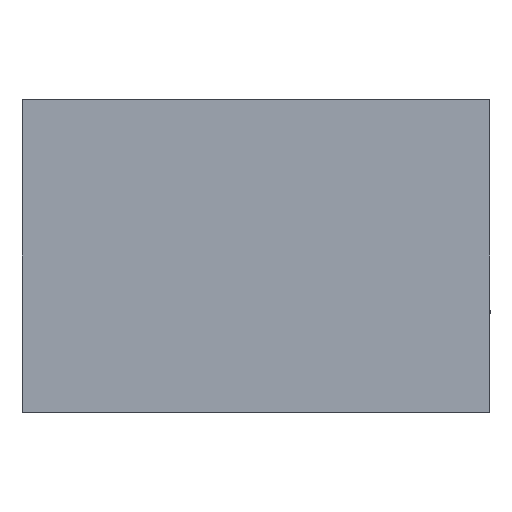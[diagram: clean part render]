
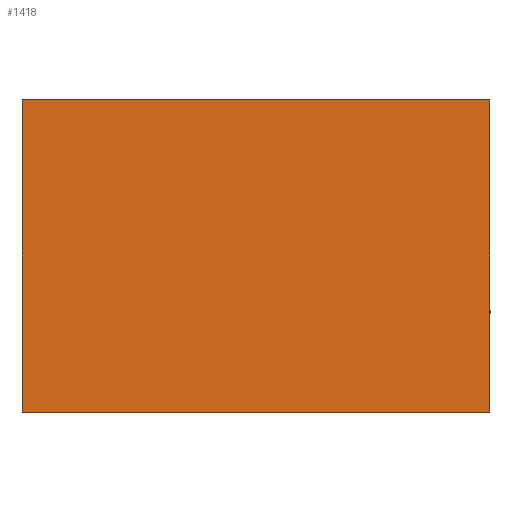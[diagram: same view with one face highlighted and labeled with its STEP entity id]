
A CAD part, front view. The second image highlights one B-rep face of the part: STEP entity #1418.
In plain terms, the highlighted planar face has unit normal (0, -1, 0).
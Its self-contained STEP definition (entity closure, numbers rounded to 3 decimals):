
#25=PLANE('',#1501);
#80=FACE_OUTER_BOUND('',#144,.T.);
#144=EDGE_LOOP('',(#1095,#1096,#1097,#1098));
#383=LINE('',#15059,#445);
#384=LINE('',#15061,#446);
#385=LINE('',#15063,#447);
#386=LINE('',#15064,#448);
#445=VECTOR('',#1684,10.);
#446=VECTOR('',#1685,10.);
#447=VECTOR('',#1686,10.);
#448=VECTOR('',#1687,10.);
#609=VERTEX_POINT('',#15057);
#610=VERTEX_POINT('',#15058);
#611=VERTEX_POINT('',#15060);
#612=VERTEX_POINT('',#15062);
#822=EDGE_CURVE('',#609,#610,#383,.T.);
#823=EDGE_CURVE('',#611,#609,#384,.T.);
#824=EDGE_CURVE('',#612,#611,#385,.T.);
#825=EDGE_CURVE('',#610,#612,#386,.T.);
#1095=ORIENTED_EDGE('',*,*,#822,.F.);
#1096=ORIENTED_EDGE('',*,*,#823,.F.);
#1097=ORIENTED_EDGE('',*,*,#824,.F.);
#1098=ORIENTED_EDGE('',*,*,#825,.F.);
#1418=ADVANCED_FACE('',(#80),#25,.F.);
#1501=AXIS2_PLACEMENT_3D('',#15056,#1682,#1683);
#1682=DIRECTION('center_axis',(0.,1.,0.));
#1683=DIRECTION('ref_axis',(0.,0.,1.));
#1684=DIRECTION('',(1.,0.,0.));
#1685=DIRECTION('',(0.,0.,1.));
#1686=DIRECTION('',(-1.,0.,0.));
#1687=DIRECTION('',(0.,0.,-1.));
#15056=CARTESIAN_POINT('Origin',(-16.231,-1.292,0.));
#15057=CARTESIAN_POINT('',(-16.231,-1.292,8.001));
#15058=CARTESIAN_POINT('',(-4.242,-1.292,8.001));
#15059=CARTESIAN_POINT('',(-13.233,-1.292,8.001));
#15060=CARTESIAN_POINT('',(-16.231,-1.292,0.));
#15061=CARTESIAN_POINT('',(-16.231,-1.292,0.));
#15062=CARTESIAN_POINT('',(-4.242,-1.292,0.));
#15063=CARTESIAN_POINT('',(-13.233,-1.292,0.));
#15064=CARTESIAN_POINT('',(-4.242,-1.292,0.));
